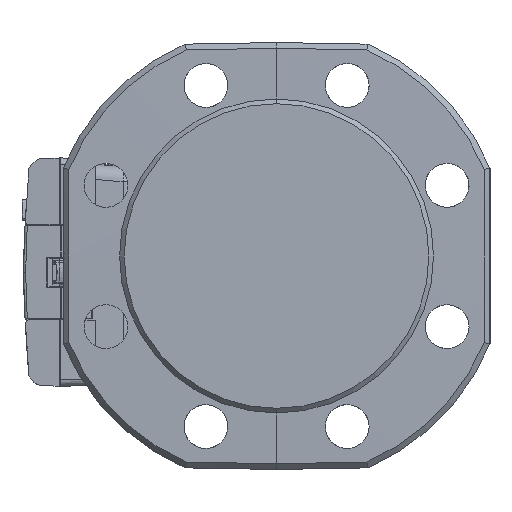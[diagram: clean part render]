
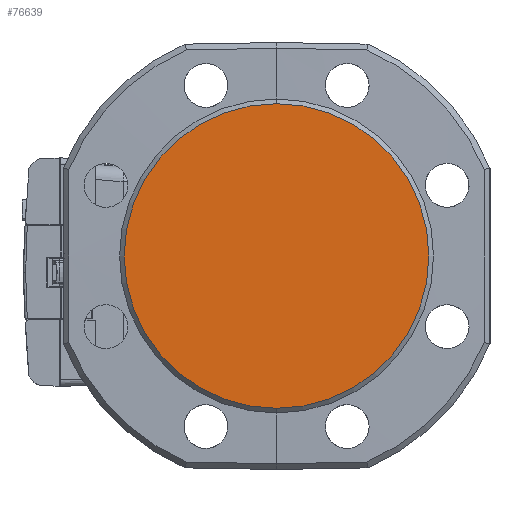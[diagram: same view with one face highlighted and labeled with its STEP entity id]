
A CAD part, left-side view. The second image highlights one B-rep face of the part: STEP entity #76639.
In plain terms, the highlighted planar face has unit normal (-1, 0, 0).
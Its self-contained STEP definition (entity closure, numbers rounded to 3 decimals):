
#2244 = AXIS2_PLACEMENT_3D ( 'NONE', #69265, #3779, #80179 ) ;
#3779 = DIRECTION ( 'NONE',  ( -1., 0., 0. ) ) ;
#5860 = EDGE_CURVE ( 'NONE', #62555, #42829, #21884, .T. ) ;
#21884 = CIRCLE ( 'NONE', #2244, 66.015 ) ;
#26156 = CARTESIAN_POINT ( 'NONE',  ( -150., 0., 66.015 ) ) ;
#30007 = DIRECTION ( 'NONE',  ( -1., 0., 0. ) ) ;
#31199 = FACE_OUTER_BOUND ( 'NONE', #140510, .T. ) ;
#35721 = PLANE ( 'NONE',  #78826 ) ;
#41555 = CARTESIAN_POINT ( 'NONE',  ( -150., 0., -66.015 ) ) ;
#42829 = VERTEX_POINT ( 'NONE', #41555 ) ;
#57699 = DIRECTION ( 'NONE',  ( 0., 0., -1. ) ) ;
#62555 = VERTEX_POINT ( 'NONE', #26156 ) ;
#69265 = CARTESIAN_POINT ( 'NONE',  ( -150., 0., 0. ) ) ;
#76075 = AXIS2_PLACEMENT_3D ( 'NONE', #95334, #30007, #106372 ) ;
#76639 = ADVANCED_FACE ( 'NONE', ( #31199 ), #35721, .F. ) ;
#78826 = AXIS2_PLACEMENT_3D ( 'NONE', #112073, #123011, #57699 ) ;
#80179 = DIRECTION ( 'NONE',  ( 0., 0., -1. ) ) ;
#80585 = CIRCLE ( 'NONE', #76075, 66.015 ) ;
#82390 = ORIENTED_EDGE ( 'NONE', *, *, #5860, .T. ) ;
#95334 = CARTESIAN_POINT ( 'NONE',  ( -150., 0., 0. ) ) ;
#106372 = DIRECTION ( 'NONE',  ( 0., 0., -1. ) ) ;
#112073 = CARTESIAN_POINT ( 'NONE',  ( -150., -97.6, -98.34 ) ) ;
#115962 = EDGE_CURVE ( 'NONE', #42829, #62555, #80585, .T. ) ;
#123011 = DIRECTION ( 'NONE',  ( 1., 0., 0. ) ) ;
#140213 = ORIENTED_EDGE ( 'NONE', *, *, #115962, .T. ) ;
#140510 = EDGE_LOOP ( 'NONE', ( #82390, #140213 ) ) ;
